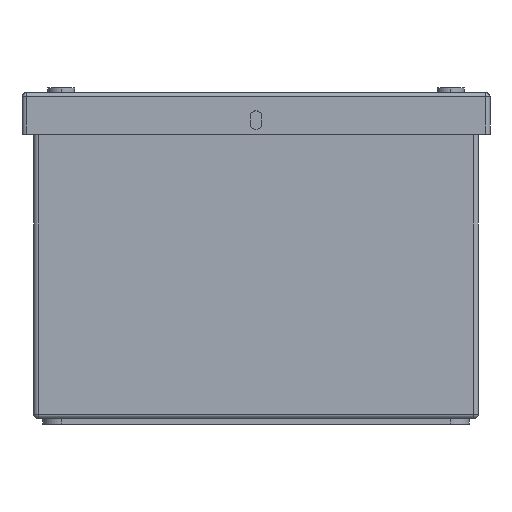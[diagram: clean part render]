
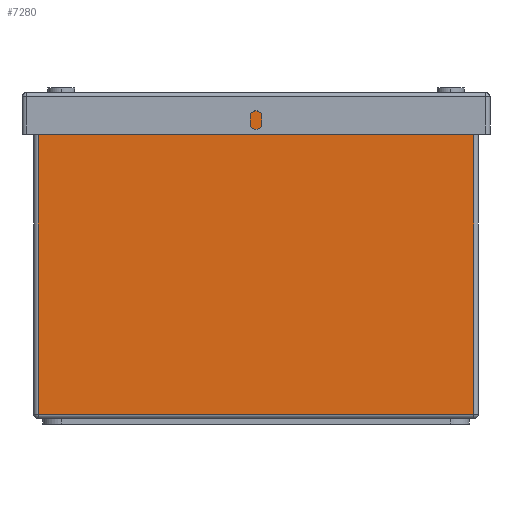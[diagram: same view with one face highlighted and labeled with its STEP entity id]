
A CAD part, left-side view. The second image highlights one B-rep face of the part: STEP entity #7280.
In plain terms, the highlighted planar face has unit normal (-1, 0, 0).
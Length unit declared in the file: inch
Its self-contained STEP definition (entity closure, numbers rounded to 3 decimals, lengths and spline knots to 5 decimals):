
#312 = DIRECTION ( 'NONE',  ( 0., -1., 0. ) ) ;
#368 = CARTESIAN_POINT ( 'NONE',  ( 0., 5.94, 4.19 ) ) ;
#378 = EDGE_CURVE ( 'NONE', #8096, #6166, #9375, .T. ) ;
#488 = PLANE ( 'NONE',  #10079 ) ;
#1760 = CARTESIAN_POINT ( 'NONE',  ( 0., 5.94, 4.25 ) ) ;
#2447 = VERTEX_POINT ( 'NONE', #368 ) ;
#2685 = CARTESIAN_POINT ( 'NONE',  ( 0., 5.94, 0.06 ) ) ;
#4346 = ORIENTED_EDGE ( 'NONE', *, *, #13653, .T. ) ;
#5748 = DIRECTION ( 'NONE',  ( 0., 0., -1. ) ) ;
#6123 = LINE ( 'NONE', #8760, #6592 ) ;
#6127 = ORIENTED_EDGE ( 'NONE', *, *, #378, .F. ) ;
#6166 = VERTEX_POINT ( 'NONE', #7621 ) ;
#6592 = VECTOR ( 'NONE', #312, 39.37008 ) ;
#6676 = DIRECTION ( 'NONE',  ( 1., 0., 0. ) ) ;
#6756 = ORIENTED_EDGE ( 'NONE', *, *, #11299, .T. ) ;
#6871 = CARTESIAN_POINT ( 'NONE',  ( 0., 0.06, 4.25 ) ) ;
#6946 = CARTESIAN_POINT ( 'NONE',  ( 0., 5.94, 4.25 ) ) ;
#7010 = CARTESIAN_POINT ( 'NONE',  ( 0., 5.94, 4.19 ) ) ;
#7280 = ADVANCED_FACE ( 'NONE', ( #12781 ), #488, .F. ) ;
#7621 = CARTESIAN_POINT ( 'NONE',  ( 0., 0.06, 0.06 ) ) ;
#8096 = VERTEX_POINT ( 'NONE', #13894 ) ;
#8760 = CARTESIAN_POINT ( 'NONE',  ( 0., 5.94, 0.06 ) ) ;
#9344 = ORIENTED_EDGE ( 'NONE', *, *, #15216, .T. ) ;
#9375 = LINE ( 'NONE', #6871, #10922 ) ;
#9523 = DIRECTION ( 'NONE',  ( 0., 0., -1. ) ) ;
#10079 = AXIS2_PLACEMENT_3D ( 'NONE', #1760, #6676, #11580 ) ;
#10922 = VECTOR ( 'NONE', #9523, 39.37008 ) ;
#11299 = EDGE_CURVE ( 'NONE', #2447, #14577, #13215, .T. ) ;
#11433 = EDGE_LOOP ( 'NONE', ( #6127, #9344, #6756, #4346 ) ) ;
#11580 = DIRECTION ( 'NONE',  ( 0., 1., 0. ) ) ;
#11910 = LINE ( 'NONE', #7010, #12005 ) ;
#12005 = VECTOR ( 'NONE', #14254, 39.37008 ) ;
#12781 = FACE_OUTER_BOUND ( 'NONE', #11433, .T. ) ;
#13215 = LINE ( 'NONE', #6946, #15067 ) ;
#13653 = EDGE_CURVE ( 'NONE', #14577, #6166, #6123, .T. ) ;
#13894 = CARTESIAN_POINT ( 'NONE',  ( 0., 0.06, 4.19 ) ) ;
#14254 = DIRECTION ( 'NONE',  ( 0., 1., 0. ) ) ;
#14577 = VERTEX_POINT ( 'NONE', #2685 ) ;
#15067 = VECTOR ( 'NONE', #5748, 39.37008 ) ;
#15216 = EDGE_CURVE ( 'NONE', #8096, #2447, #11910, .T. ) ;
